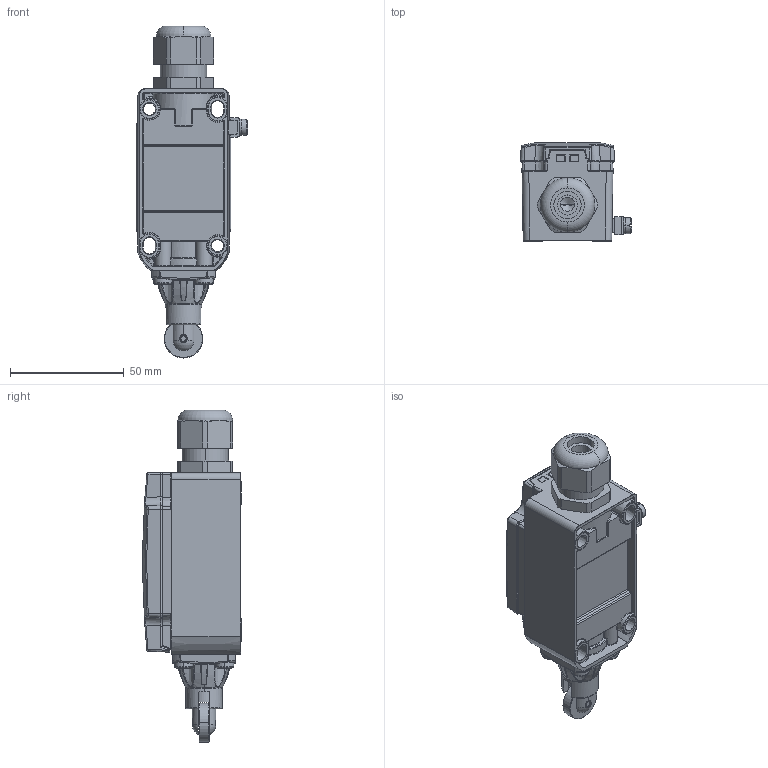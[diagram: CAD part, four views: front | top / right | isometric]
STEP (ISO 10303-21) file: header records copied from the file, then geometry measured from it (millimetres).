
FILE_DESCRIPTION((''),'2;1');
FILE_NAME('1400709_SW0001','2016-05-03T',('sharbsmeier'),('.steute Schaltgeräte GmbH, Löhne'),'PRO/ENGINEER BY PARAMETRIC TECHNOLOGY CORPORATION, 2015070','PRO/ENGINEER BY PARAMETRIC TECHNOLOGY CORPORATION, 2015070','');
FILE_SCHEMA(('CONFIG_CONTROL_DESIGN'));
Products named in the file (1): 1400709_SW0001
Bounding box: 48.81 x 43.17 x 145.8 mm (x, y, z)
Surface area: 40618.7 mm2 (no closed solid volume)
Topology: 0 solids, 27 shells, 1363 faces, 4222 edges, 2782 vertices
Faces by surface type: plane 415, cylinder 339, bspline 261, cone 115, extrusion 103, torus 102, sphere 28
Entity records: 60351 total; most frequent: CARTESIAN_POINT 26067, ORIENTED_EDGE 7252, DIRECTION 6272, EDGE_CURVE 4193, VERTEX_POINT 2782, AXIS2_PLACEMENT_3D 2173, VECTOR 1926, LINE 1823
